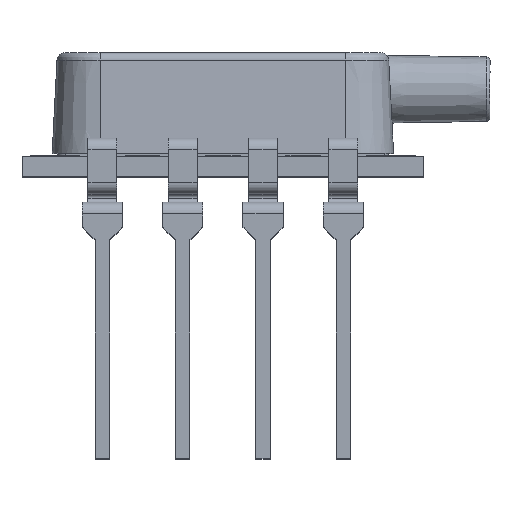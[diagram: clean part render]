
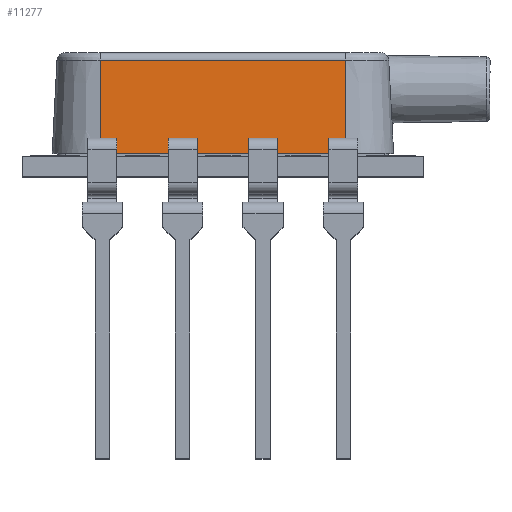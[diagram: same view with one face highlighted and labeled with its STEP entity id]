
A CAD part, top view. The second image highlights one B-rep face of the part: STEP entity #11277.
In plain terms, the highlighted face is planar.
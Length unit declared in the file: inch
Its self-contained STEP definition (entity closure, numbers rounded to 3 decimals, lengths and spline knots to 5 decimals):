
#1106 = VERTEX_POINT ( 'NONE', #1764 ) ;
#1119 = VERTEX_POINT ( 'NONE', #1789 ) ;
#1696 = VERTEX_POINT ( 'NONE', #5791 ) ;
#1737 = VERTEX_POINT ( 'NONE', #5773 ) ;
#1764 = CARTESIAN_POINT ( 'NONE',  ( -0.12617, 0.23945, 0.11927 ) ) ;
#1789 = CARTESIAN_POINT ( 'NONE',  ( 0.17917, 0.23945, 0.11927 ) ) ;
#3396 = LINE ( 'NONE', #12071, #3398 ) ;
#3398 = VECTOR ( 'NONE', #12066, 39.37008 ) ;
#3424 = LINE ( 'NONE', #12147, #3433 ) ;
#3433 = VECTOR ( 'NONE', #12152, 39.37008 ) ;
#3434 = LINE ( 'NONE', #12185, #3436 ) ;
#3436 = VECTOR ( 'NONE', #12198, 39.37008 ) ;
#3467 = LINE ( 'NONE', #12258, #3469 ) ;
#3469 = VECTOR ( 'NONE', #12262, 39.37008 ) ;
#4359 = DIRECTION ( 'NONE',  ( 0., 0.999, 0.052 ) ) ;
#4366 = DIRECTION ( 'NONE',  ( -1., 0., 0. ) ) ;
#4668 = PLANE ( 'NONE',  #5182 ) ;
#4673 = CARTESIAN_POINT ( 'NONE',  ( 0.17924, 0.2455, 0.00375 ) ) ;
#5182 = AXIS2_PLACEMENT_3D ( 'NONE', #4673, #4359, #4366 ) ;
#5773 = CARTESIAN_POINT ( 'NONE',  ( -0.12624, 0.2455, 0.00375 ) ) ;
#5791 = CARTESIAN_POINT ( 'NONE',  ( 0.17924, 0.2455, 0.00375 ) ) ;
#7614 = EDGE_CURVE ( 'NONE', #1696, #1737, #3396, .T. ) ;
#7641 = EDGE_CURVE ( 'NONE', #1119, #1106, #3424, .T. ) ;
#7647 = EDGE_CURVE ( 'NONE', #1106, #1737, #3434, .T. ) ;
#7661 = EDGE_CURVE ( 'NONE', #1696, #1119, #3467, .T. ) ;
#8505 = FACE_OUTER_BOUND ( 'NONE', #9722, .T. ) ;
#9722 = EDGE_LOOP ( 'NONE', ( #10203, #10180, #10215, #10226 ) ) ;
#10180 = ORIENTED_EDGE ( 'NONE', *, *, #7661, .F. ) ;
#10203 = ORIENTED_EDGE ( 'NONE', *, *, #7641, .F. ) ;
#10215 = ORIENTED_EDGE ( 'NONE', *, *, #7614, .T. ) ;
#10226 = ORIENTED_EDGE ( 'NONE', *, *, #7647, .F. ) ;
#11277 = ADVANCED_FACE ( 'NONE', ( #8505 ), #4668, .T. ) ;
#12066 = DIRECTION ( 'NONE',  ( -1., 0., 0. ) ) ;
#12071 = CARTESIAN_POINT ( 'NONE',  ( 0.0265, 0.2455, 0.00375 ) ) ;
#12147 = CARTESIAN_POINT ( 'NONE',  ( 0.0265, 0.23945, 0.11927 ) ) ;
#12152 = DIRECTION ( 'NONE',  ( -1., 0., 0. ) ) ;
#12185 = CARTESIAN_POINT ( 'NONE',  ( -0.12621, 0.24247, 0.0615 ) ) ;
#12198 = DIRECTION ( 'NONE',  ( -0.001, 0.052, -0.999 ) ) ;
#12258 = CARTESIAN_POINT ( 'NONE',  ( 0.17921, 0.24247, 0.0615 ) ) ;
#12262 = DIRECTION ( 'NONE',  ( -0.001, -0.052, 0.999 ) ) ;
